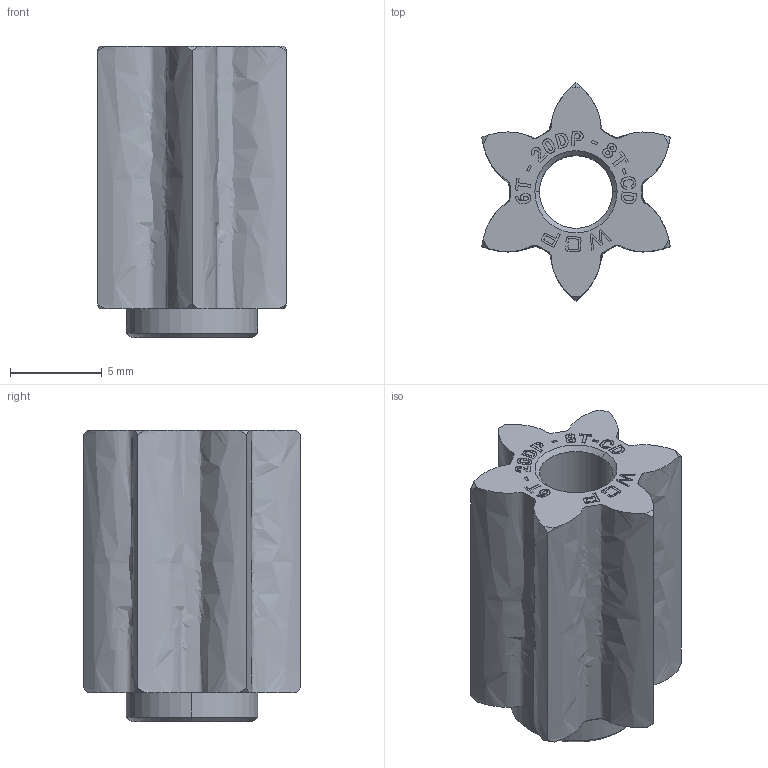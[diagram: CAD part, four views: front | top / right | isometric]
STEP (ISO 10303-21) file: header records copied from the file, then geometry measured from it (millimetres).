
FILE_DESCRIPTION (( 'STEP AP214' ), '1' );
FILE_NAME ('WCP-0904 Rev1.step', '2023-11-03T21:07:57', ( '' ), ( '' ), 'SwSTEP 2.0', 'SolidWorks 2022', '' );
FILE_SCHEMA (( 'AUTOMOTIVE_DESIGN' ));
Length unit declared in the file: inch
Products named in the file (1): WCP-0904 Rev1
Bounding box: 10.28 x 11.87 x 15.88 mm (x, y, z)
Volume: 793.4 mm3; surface area: 937.1 mm2
Topology: 1 solids, 1 shells, 229 faces, 598 edges, 396 vertices
Faces by surface type: plane 133, bspline 72, cone 20, cylinder 4
Entity records: 12276 total; most frequent: CARTESIAN_POINT 7112, ORIENTED_EDGE 1196, DIRECTION 774, EDGE_CURVE 598, VECTOR 402, LINE 402, VERTEX_POINT 396, EDGE_LOOP 256
